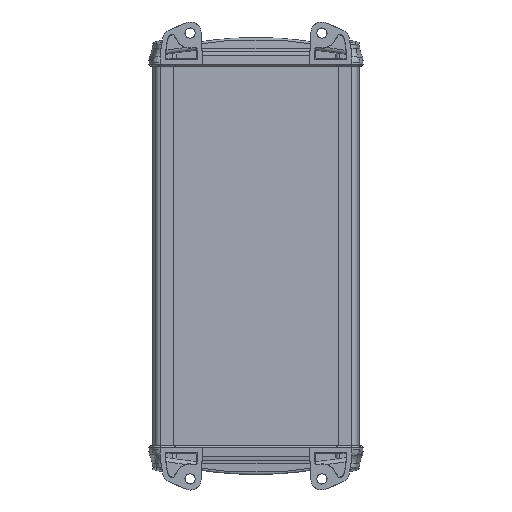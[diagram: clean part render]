
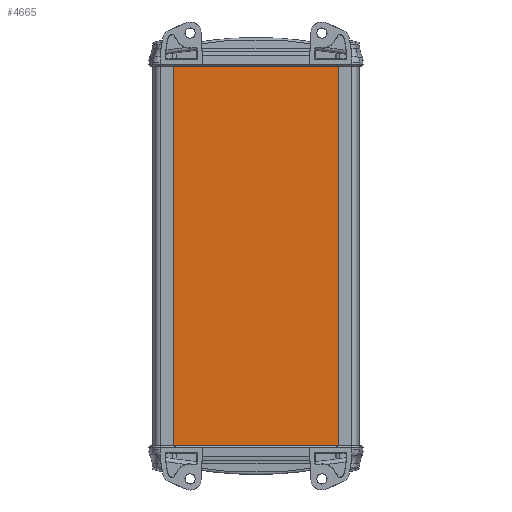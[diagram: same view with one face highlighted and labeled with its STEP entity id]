
A CAD part, front view. The second image highlights one B-rep face of the part: STEP entity #4665.
In plain terms, the highlighted planar face has unit normal (0, -1, 0).
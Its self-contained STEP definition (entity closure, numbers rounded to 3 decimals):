
#4609=CARTESIAN_POINT('',(42.5,0.0,200.));
#4610=VERTEX_POINT('',#4609);
#4617=CARTESIAN_POINT('',(42.5,0.0,0.0));
#4618=VERTEX_POINT('',#4617);
#4619=CARTESIAN_POINT('',(42.5,0.0,0.0));
#4620=DIRECTION('',(0.0,0.0,1.0));
#4621=VECTOR('',#4620,200.);
#4622=LINE('',#4619,#4621);
#4623=EDGE_CURVE('',#4618,#4610,#4622,.T.);
#4635=CARTESIAN_POINT('',(42.5,0.0,0.0));
#4636=DIRECTION('',(0.0,-1.0,0.0));
#4637=DIRECTION('',(0.0,0.0,-1.0));
#4638=AXIS2_PLACEMENT_3D('',#4635,#4636,#4637);
#4639=PLANE('',#4638);
#4640=CARTESIAN_POINT('',(-42.5,0.0,200.));
#4641=VERTEX_POINT('',#4640);
#4642=CARTESIAN_POINT('',(42.5,0.0,200.));
#4643=DIRECTION('',(-1.0,0.0,0.0));
#4644=VECTOR('',#4643,85.);
#4645=LINE('',#4642,#4644);
#4646=EDGE_CURVE('',#4610,#4641,#4645,.T.);
#4647=ORIENTED_EDGE('',*,*,#4646,.T.);
#4648=CARTESIAN_POINT('',(-42.5,0.0,0.0));
#4649=VERTEX_POINT('',#4648);
#4650=CARTESIAN_POINT('',(-42.5,0.0,0.0));
#4651=DIRECTION('',(0.0,0.0,1.0));
#4652=VECTOR('',#4651,200.);
#4653=LINE('',#4650,#4652);
#4654=EDGE_CURVE('',#4649,#4641,#4653,.T.);
#4655=ORIENTED_EDGE('',*,*,#4654,.F.);
#4656=CARTESIAN_POINT('',(-42.5,0.0,0.0));
#4657=DIRECTION('',(1.0,0.0,0.0));
#4658=VECTOR('',#4657,85.);
#4659=LINE('',#4656,#4658);
#4660=EDGE_CURVE('',#4649,#4618,#4659,.T.);
#4661=ORIENTED_EDGE('',*,*,#4660,.T.);
#4662=ORIENTED_EDGE('',*,*,#4623,.T.);
#4663=EDGE_LOOP('',(#4647,#4655,#4661,#4662));
#4664=FACE_OUTER_BOUND('',#4663,.T.);
#4665=ADVANCED_FACE('',(#4664),#4639,.T.);
